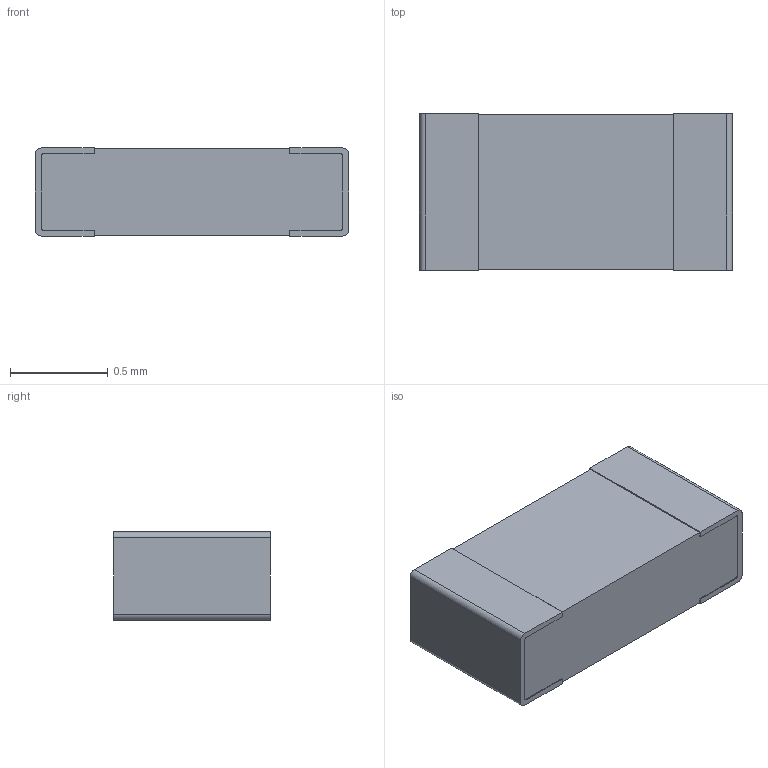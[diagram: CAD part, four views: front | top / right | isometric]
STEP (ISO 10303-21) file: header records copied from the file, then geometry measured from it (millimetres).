
FILE_DESCRIPTION(('FreeCAD Model'),'2;1');
FILE_NAME('c1608x7r1h472k.step', '2017-04-08T10:50:18',('kicad StepUp'),('ksu MCAD'), 'Open CASCADE STEP processor 6.8','FreeCAD','Unknown');
FILE_SCHEMA(('AUTOMOTIVE_DESIGN_CC2 { 1 2 10303 214 -1 1 5 4 }'));
Length unit declared in the file: millimetre
Products named in the file (2): ASSEMBLY; c1608x7r1h472k
Assembly tree (1 placements, depth 2):
  ASSEMBLY
    c1608x7r1h472k
Bounding box: 1.6 x 0.8 x 0.45 mm (x, y, z)
Volume: 0.6 mm3; surface area: 4.7 mm2
Topology: 1 solids, 1 shells, 42 faces, 120 edges, 80 vertices
Faces by surface type: plane 30, cylinder 12
Entity records: 1693 total; most frequent: CARTESIAN_POINT 244, ORIENTED_EDGE 240, DIRECTION 232, EDGE_CURVE 120, LINE 96, VECTOR 96, VERTEX_POINT 80, AXIS2_PLACEMENT_3D 68
